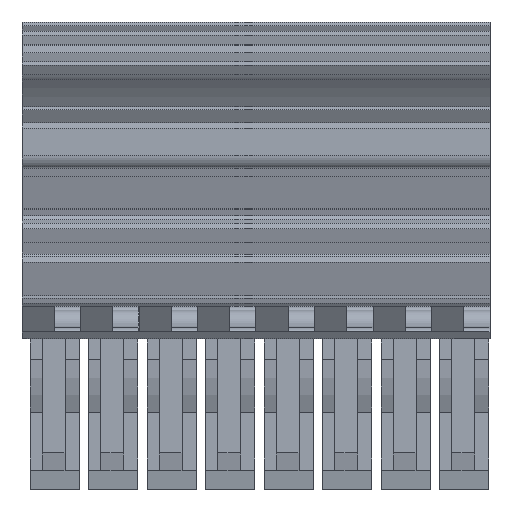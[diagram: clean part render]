
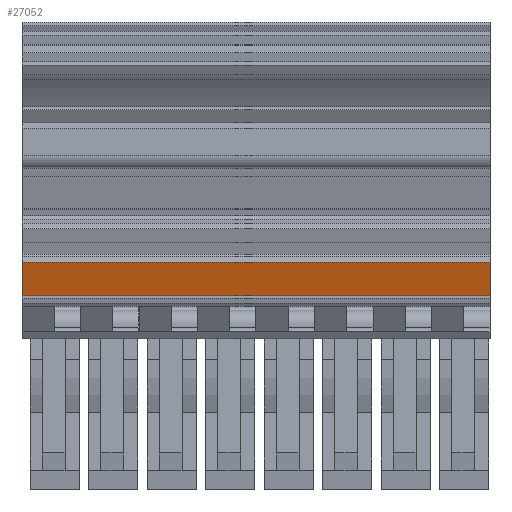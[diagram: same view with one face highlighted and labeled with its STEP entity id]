
A CAD part, front view. The second image highlights one B-rep face of the part: STEP entity #27052.
In plain terms, the highlighted planar face has unit normal (0, -0.956, -0.292).
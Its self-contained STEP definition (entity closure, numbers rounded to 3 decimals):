
#27032=AXIS2_PLACEMENT_3D('Plane Axis2P3D',#27029,#27030,#27031) ;
#23949=CARTESIAN_POINT('Vertex',(0.,4.501,16.916)) ;
#23952=CARTESIAN_POINT('Line Origine',(0.,4.057,18.368)) ;
#23956=CARTESIAN_POINT('Vertex',(0.,3.613,19.82)) ;
#27014=CARTESIAN_POINT('Vertex',(40.8,4.501,16.916)) ;
#27017=CARTESIAN_POINT('Line Origine',(20.4,4.501,16.916)) ;
#27029=CARTESIAN_POINT('Axis2P3D Location',(66.3,3.634,19.751)) ;
#27034=CARTESIAN_POINT('Line Origine',(40.8,4.057,18.368)) ;
#27038=CARTESIAN_POINT('Vertex',(40.8,3.613,19.82)) ;
#27041=CARTESIAN_POINT('Line Origine',(20.4,3.613,19.82)) ;
#23953=DIRECTION('Vector Direction',(0.,0.292,-0.956)) ;
#27018=DIRECTION('Vector Direction',(-1.,0.,0.)) ;
#27030=DIRECTION('Axis2P3D Direction',(-0.,0.956,0.292)) ;
#27031=DIRECTION('Axis2P3D XDirection',(0.,-0.292,0.956)) ;
#27035=DIRECTION('Vector Direction',(0.,-0.292,0.956)) ;
#27042=DIRECTION('Vector Direction',(-1.,0.,0.)) ;
#23954=VECTOR('Line Direction',#23953,1.) ;
#27019=VECTOR('Line Direction',#27018,1.) ;
#27036=VECTOR('Line Direction',#27035,1.) ;
#27043=VECTOR('Line Direction',#27042,1.) ;
#27047=ORIENTED_EDGE('',*,*,#27040,.T.) ;
#27048=ORIENTED_EDGE('',*,*,#27045,.T.) ;
#27049=ORIENTED_EDGE('',*,*,#23958,.F.) ;
#27050=ORIENTED_EDGE('',*,*,#27021,.F.) ;
#27052=ADVANCED_FACE('V1',(#27051),#27033,.F.) ;
#23958=EDGE_CURVE('',#23950,#23957,#23955,.F.) ;
#27021=EDGE_CURVE('',#27015,#23950,#27020,.T.) ;
#27040=EDGE_CURVE('',#27015,#27039,#27037,.T.) ;
#27045=EDGE_CURVE('',#27039,#23957,#27044,.T.) ;
#27046=EDGE_LOOP('',(#27047,#27048,#27049,#27050)) ;
#27051=FACE_OUTER_BOUND('',#27046,.T.) ;
#23955=LINE('Line',#23952,#23954) ;
#27020=LINE('Line',#27017,#27019) ;
#27037=LINE('Line',#27034,#27036) ;
#27044=LINE('Line',#27041,#27043) ;
#27033=PLANE('',#27032) ;
#23950=VERTEX_POINT('',#23949) ;
#23957=VERTEX_POINT('',#23956) ;
#27015=VERTEX_POINT('',#27014) ;
#27039=VERTEX_POINT('',#27038) ;
